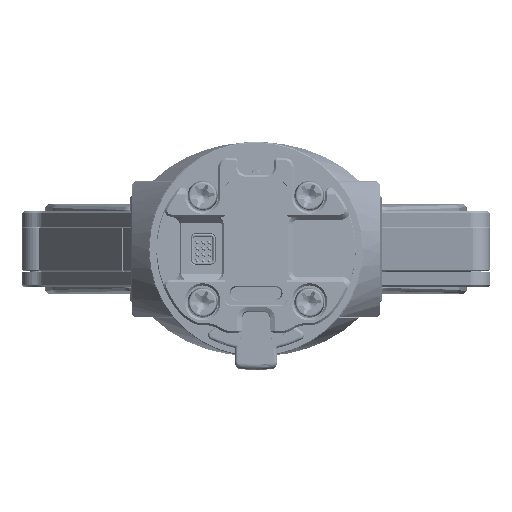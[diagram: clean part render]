
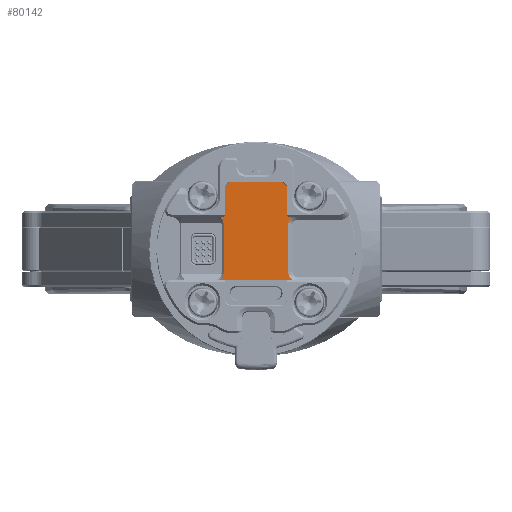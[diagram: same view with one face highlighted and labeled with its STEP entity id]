
A CAD part, left-side view. The second image highlights one B-rep face of the part: STEP entity #80142.
In plain terms, the highlighted face is planar.
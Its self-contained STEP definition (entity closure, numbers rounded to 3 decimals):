
#976 = DIRECTION ( 'NONE',  ( 0., 0., 1. ) ) ;
#2885 = VECTOR ( 'NONE', #64829, 1000. ) ;
#5536 = VECTOR ( 'NONE', #111750, 1000. ) ;
#6191 = CARTESIAN_POINT ( 'NONE',  ( -10.8, -0.75, -10.7 ) ) ;
#6623 = DIRECTION ( 'NONE',  ( 0., 0., 1. ) ) ;
#7288 = EDGE_CURVE ( 'NONE', #104539, #92426, #117021, .T. ) ;
#7629 = EDGE_CURVE ( 'NONE', #25623, #104539, #36016, .T. ) ;
#7971 = ORIENTED_EDGE ( 'NONE', *, *, #7288, .T. ) ;
#8544 = CARTESIAN_POINT ( 'NONE',  ( -20.2, -0.75, -8.2 ) ) ;
#8800 = AXIS2_PLACEMENT_3D ( 'NONE', #79312, #106358, #117644 ) ;
#9763 = EDGE_CURVE ( 'NONE', #44111, #117962, #30032, .T. ) ;
#10028 = CIRCLE ( 'NONE', #84089, 0.5 ) ;
#10587 = DIRECTION ( 'NONE',  ( 0., 0., 1. ) ) ;
#12208 = CARTESIAN_POINT ( 'NONE',  ( 10.2, -0.75, -12.112 ) ) ;
#13852 = ORIENTED_EDGE ( 'NONE', *, *, #45435, .T. ) ;
#14222 = CIRCLE ( 'NONE', #84315, 3.1 ) ;
#14532 = DIRECTION ( 'NONE',  ( 0., -1., 0. ) ) ;
#17247 = CARTESIAN_POINT ( 'NONE',  ( -10.8, -0.75, 12.112 ) ) ;
#17776 = EDGE_CURVE ( 'NONE', #26761, #25623, #10028, .T. ) ;
#18213 = LINE ( 'NONE', #93510, #35476 ) ;
#19547 = ORIENTED_EDGE ( 'NONE', *, *, #9763, .T. ) ;
#20750 = CARTESIAN_POINT ( 'NONE',  ( -20.2, -0.75, -10.2 ) ) ;
#20983 = VERTEX_POINT ( 'NONE', #86387 ) ;
#21596 = EDGE_CURVE ( 'NONE', #92426, #20983, #29635, .T. ) ;
#22095 = AXIS2_PLACEMENT_3D ( 'NONE', #65557, #122670, #44881 ) ;
#25623 = VERTEX_POINT ( 'NONE', #40928 ) ;
#26504 = DIRECTION ( 'NONE',  ( -1., 0., 0. ) ) ;
#26584 = CARTESIAN_POINT ( 'NONE',  ( -20.2, -0.75, -10.2 ) ) ;
#26761 = VERTEX_POINT ( 'NONE', #6191 ) ;
#26848 = VECTOR ( 'NONE', #114859, 1000. ) ;
#29013 = DIRECTION ( 'NONE',  ( 0., 0., 1. ) ) ;
#29635 = LINE ( 'NONE', #48414, #46668 ) ;
#30032 = CIRCLE ( 'NONE', #22095, 3.1 ) ;
#30058 = EDGE_CURVE ( 'NONE', #117962, #30919, #85361, .T. ) ;
#30441 = VERTEX_POINT ( 'NONE', #87686 ) ;
#30919 = VERTEX_POINT ( 'NONE', #12208 ) ;
#35476 = VECTOR ( 'NONE', #92872, 1000. ) ;
#36016 = LINE ( 'NONE', #26584, #2885 ) ;
#37455 = DIRECTION ( 'NONE',  ( 0., 1., 0. ) ) ;
#38051 = FACE_OUTER_BOUND ( 'NONE', #120143, .T. ) ;
#38412 = CARTESIAN_POINT ( 'NONE',  ( -8.2, -0.75, 10.7 ) ) ;
#39138 = VECTOR ( 'NONE', #104603, 1000. ) ;
#39353 = CARTESIAN_POINT ( 'NONE',  ( -10.8, -0.75, 13.8 ) ) ;
#40015 = ORIENTED_EDGE ( 'NONE', *, *, #46388, .F. ) ;
#40292 = ORIENTED_EDGE ( 'NONE', *, *, #56283, .T. ) ;
#40360 = CIRCLE ( 'NONE', #100419, 3.1 ) ;
#40928 = CARTESIAN_POINT ( 'NONE',  ( -11.3, -0.75, -10.2 ) ) ;
#42206 = EDGE_CURVE ( 'NONE', #74281, #84903, #14222, .T. ) ;
#44019 = CARTESIAN_POINT ( 'NONE',  ( -8.2, -0.75, 13.8 ) ) ;
#44111 = VERTEX_POINT ( 'NONE', #96530 ) ;
#44388 = ORIENTED_EDGE ( 'NONE', *, *, #70559, .T. ) ;
#44772 = ORIENTED_EDGE ( 'NONE', *, *, #42206, .T. ) ;
#44881 = DIRECTION ( 'NONE',  ( 0., 0., 1. ) ) ;
#45028 = CARTESIAN_POINT ( 'NONE',  ( 10.2, -0.75, 12.112 ) ) ;
#45435 = EDGE_CURVE ( 'NONE', #20983, #113533, #49045, .T. ) ;
#46388 = EDGE_CURVE ( 'NONE', #74281, #51941, #55658, .T. ) ;
#46668 = VECTOR ( 'NONE', #29013, 1000. ) ;
#46705 = CARTESIAN_POINT ( 'NONE',  ( -11.3, -0.75, 10.2 ) ) ;
#48366 = EDGE_CURVE ( 'NONE', #103421, #30441, #122033, .T. ) ;
#48414 = CARTESIAN_POINT ( 'NONE',  ( -22.2, -0.75, -8.2 ) ) ;
#49045 = CIRCLE ( 'NONE', #89175, 2. ) ;
#49990 = CARTESIAN_POINT ( 'NONE',  ( -22.2, -0.75, -8.2 ) ) ;
#50941 = ORIENTED_EDGE ( 'NONE', *, *, #78546, .T. ) ;
#51291 = CARTESIAN_POINT ( 'NONE',  ( -20.2, -0.75, 10.2 ) ) ;
#51941 = VERTEX_POINT ( 'NONE', #90806 ) ;
#52235 = CARTESIAN_POINT ( 'NONE',  ( -20.2, -0.75, 10.2 ) ) ;
#52459 = CARTESIAN_POINT ( 'NONE',  ( 7.6, -0.75, -13.8 ) ) ;
#53806 = ORIENTED_EDGE ( 'NONE', *, *, #122545, .T. ) ;
#55658 = LINE ( 'NONE', #39353, #39138 ) ;
#56166 = ORIENTED_EDGE ( 'NONE', *, *, #30058, .T. ) ;
#56283 = EDGE_CURVE ( 'NONE', #30919, #104680, #40360, .T. ) ;
#56823 = CARTESIAN_POINT ( 'NONE',  ( -11.3, -0.75, -10.7 ) ) ;
#58271 = DIRECTION ( 'NONE',  ( 0., 1., 0. ) ) ;
#59228 = DIRECTION ( 'NONE',  ( 0., -1., 0. ) ) ;
#60601 = VECTOR ( 'NONE', #26504, 1000. ) ;
#60697 = LINE ( 'NONE', #51291, #91758 ) ;
#63847 = ORIENTED_EDGE ( 'NONE', *, *, #48366, .T. ) ;
#64829 = DIRECTION ( 'NONE',  ( -1., 0., 0. ) ) ;
#65557 = CARTESIAN_POINT ( 'NONE',  ( 7.6, -0.75, 13.8 ) ) ;
#66385 = EDGE_CURVE ( 'NONE', #84903, #44111, #71551, .T. ) ;
#68128 = DIRECTION ( 'NONE',  ( 0., -1., 0. ) ) ;
#70448 = ORIENTED_EDGE ( 'NONE', *, *, #21596, .T. ) ;
#70559 = EDGE_CURVE ( 'NONE', #104680, #103421, #109993, .T. ) ;
#71289 = DIRECTION ( 'NONE',  ( 0., -1., 0. ) ) ;
#71551 = LINE ( 'NONE', #82175, #5536 ) ;
#73979 = CARTESIAN_POINT ( 'NONE',  ( 7.6, -0.75, -10.7 ) ) ;
#74281 = VERTEX_POINT ( 'NONE', #17247 ) ;
#75573 = EDGE_CURVE ( 'NONE', #26761, #30441, #18213, .T. ) ;
#78546 = EDGE_CURVE ( 'NONE', #86021, #51941, #83862, .T. ) ;
#79312 = CARTESIAN_POINT ( 'NONE',  ( -20.2, -0.75, -8.2 ) ) ;
#80142 = ADVANCED_FACE ( 'NONE', ( #38051 ), #103944, .T. ) ;
#82175 = CARTESIAN_POINT ( 'NONE',  ( 7.6, -0.75, 10.7 ) ) ;
#83862 = CIRCLE ( 'NONE', #105943, 0.5 ) ;
#84089 = AXIS2_PLACEMENT_3D ( 'NONE', #56823, #68128, #976 ) ;
#84315 = AXIS2_PLACEMENT_3D ( 'NONE', #44019, #14532, #122428 ) ;
#84903 = VERTEX_POINT ( 'NONE', #38412 ) ;
#85361 = LINE ( 'NONE', #114254, #26848 ) ;
#85700 = CARTESIAN_POINT ( 'NONE',  ( -8.2, -0.75, -10.7 ) ) ;
#86021 = VERTEX_POINT ( 'NONE', #46705 ) ;
#86231 = DIRECTION ( 'NONE',  ( 0., 0., 1. ) ) ;
#86387 = CARTESIAN_POINT ( 'NONE',  ( -22.2, -0.75, 8.2 ) ) ;
#86522 = CARTESIAN_POINT ( 'NONE',  ( -20.2, -0.75, 8.2 ) ) ;
#87686 = CARTESIAN_POINT ( 'NONE',  ( -10.8, -0.75, -12.112 ) ) ;
#89175 = AXIS2_PLACEMENT_3D ( 'NONE', #86522, #58271, #10587 ) ;
#90806 = CARTESIAN_POINT ( 'NONE',  ( -10.8, -0.75, 10.7 ) ) ;
#91016 = AXIS2_PLACEMENT_3D ( 'NONE', #8544, #37455, #95109 ) ;
#91758 = VECTOR ( 'NONE', #98976, 1000. ) ;
#92426 = VERTEX_POINT ( 'NONE', #49990 ) ;
#92872 = DIRECTION ( 'NONE',  ( 0., 0., -1. ) ) ;
#93510 = CARTESIAN_POINT ( 'NONE',  ( -10.8, -0.75, 13.8 ) ) ;
#95016 = CARTESIAN_POINT ( 'NONE',  ( -8.2, -0.75, -13.8 ) ) ;
#95109 = DIRECTION ( 'NONE',  ( 0., 0., 1. ) ) ;
#96530 = CARTESIAN_POINT ( 'NONE',  ( 7.6, -0.75, 10.7 ) ) ;
#97065 = ORIENTED_EDGE ( 'NONE', *, *, #7629, .T. ) ;
#98976 = DIRECTION ( 'NONE',  ( 1., 0., 0. ) ) ;
#100419 = AXIS2_PLACEMENT_3D ( 'NONE', #52459, #71289, #6623 ) ;
#100553 = CARTESIAN_POINT ( 'NONE',  ( -8.2, -0.75, -10.7 ) ) ;
#103421 = VERTEX_POINT ( 'NONE', #85700 ) ;
#103944 = PLANE ( 'NONE',  #91016 ) ;
#104539 = VERTEX_POINT ( 'NONE', #20750 ) ;
#104603 = DIRECTION ( 'NONE',  ( 0., 0., -1. ) ) ;
#104680 = VERTEX_POINT ( 'NONE', #73979 ) ;
#105943 = AXIS2_PLACEMENT_3D ( 'NONE', #120451, #121699, #111029 ) ;
#106358 = DIRECTION ( 'NONE',  ( 0., 1., 0. ) ) ;
#109406 = ORIENTED_EDGE ( 'NONE', *, *, #66385, .T. ) ;
#109993 = LINE ( 'NONE', #100553, #60601 ) ;
#111029 = DIRECTION ( 'NONE',  ( 0., 0., 1. ) ) ;
#111415 = ORIENTED_EDGE ( 'NONE', *, *, #17776, .T. ) ;
#111750 = DIRECTION ( 'NONE',  ( 1., 0., 0. ) ) ;
#113533 = VERTEX_POINT ( 'NONE', #52235 ) ;
#114254 = CARTESIAN_POINT ( 'NONE',  ( 10.2, -0.75, -8.2 ) ) ;
#114859 = DIRECTION ( 'NONE',  ( 0., 0., -1. ) ) ;
#117021 = CIRCLE ( 'NONE', #8800, 2. ) ;
#117644 = DIRECTION ( 'NONE',  ( 0., 0., 1. ) ) ;
#117962 = VERTEX_POINT ( 'NONE', #45028 ) ;
#120143 = EDGE_LOOP ( 'NONE', ( #40015, #44772, #109406, #19547, #56166, #40292, #44388, #63847, #122320, #111415, #97065, #7971, #70448, #13852, #53806, #50941 ) ) ;
#120451 = CARTESIAN_POINT ( 'NONE',  ( -11.3, -0.75, 10.7 ) ) ;
#121699 = DIRECTION ( 'NONE',  ( 0., -1., 0. ) ) ;
#122033 = CIRCLE ( 'NONE', #124002, 3.1 ) ;
#122320 = ORIENTED_EDGE ( 'NONE', *, *, #75573, .F. ) ;
#122428 = DIRECTION ( 'NONE',  ( 0., 0., 1. ) ) ;
#122545 = EDGE_CURVE ( 'NONE', #113533, #86021, #60697, .T. ) ;
#122670 = DIRECTION ( 'NONE',  ( 0., -1., 0. ) ) ;
#124002 = AXIS2_PLACEMENT_3D ( 'NONE', #95016, #59228, #86231 ) ;
